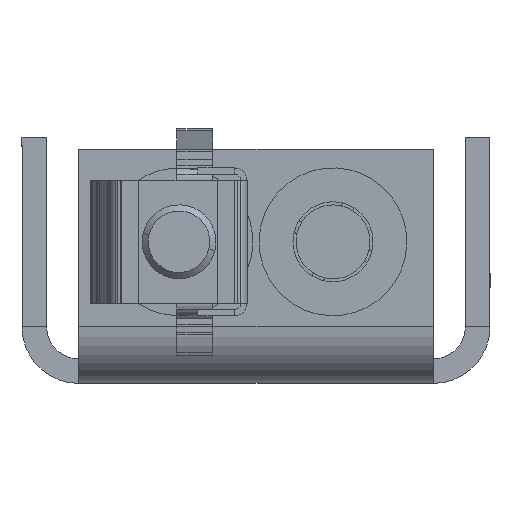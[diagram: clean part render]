
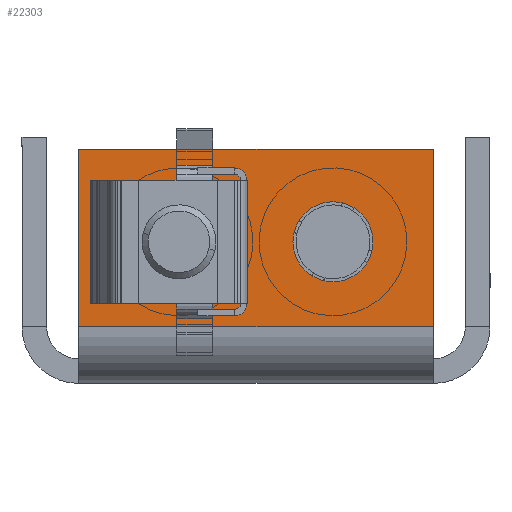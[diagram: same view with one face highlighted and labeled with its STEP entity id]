
A CAD part, left-side view. The second image highlights one B-rep face of the part: STEP entity #22303.
In plain terms, the highlighted planar face has unit normal (-1, 0, 0).
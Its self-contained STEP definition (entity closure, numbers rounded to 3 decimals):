
#561 = FACE_OUTER_BOUND ( 'NONE', #22715, .T. ) ;
#745 = LINE ( 'NONE', #25735, #28066 ) ;
#2311 = CARTESIAN_POINT ( 'NONE',  ( -361.5, 28.8, 2.6 ) ) ;
#3058 = DIRECTION ( 'NONE',  ( 1., 0., 0. ) ) ;
#4005 = DIRECTION ( 'NONE',  ( 0., 0., 1. ) ) ;
#5686 = CARTESIAN_POINT ( 'NONE',  ( -361.5, 20.65, 12.75 ) ) ;
#5712 = VECTOR ( 'NONE', #15717, 1000. ) ;
#5736 = ORIENTED_EDGE ( 'NONE', *, *, #27980, .T. ) ;
#6508 = AXIS2_PLACEMENT_3D ( 'NONE', #24445, #24160, #4005 ) ;
#6599 = ORIENTED_EDGE ( 'NONE', *, *, #16233, .F. ) ;
#6763 = CARTESIAN_POINT ( 'NONE',  ( -361.5, 28.8, 0. ) ) ;
#6910 = VERTEX_POINT ( 'NONE', #5686 ) ;
#6953 = VERTEX_POINT ( 'NONE', #26124 ) ;
#7083 = VERTEX_POINT ( 'NONE', #19668 ) ;
#7295 = VERTEX_POINT ( 'NONE', #15068 ) ;
#7507 = DIRECTION ( 'NONE',  ( 0., -1., 0. ) ) ;
#7612 = CARTESIAN_POINT ( 'NONE',  ( -361.5, 28.8, 0. ) ) ;
#8600 = AXIS2_PLACEMENT_3D ( 'NONE', #17702, #13297, #12851 ) ;
#9058 = AXIS2_PLACEMENT_3D ( 'NONE', #14857, #23235, #23517 ) ;
#9314 = CIRCLE ( 'NONE', #6508, 3.25 ) ;
#10009 = DIRECTION ( 'NONE',  ( 0., 0., -1. ) ) ;
#10564 = VERTEX_POINT ( 'NONE', #17123 ) ;
#11096 = CARTESIAN_POINT ( 'NONE',  ( -361.5, 20.65, 6.25 ) ) ;
#11232 = EDGE_LOOP ( 'NONE', ( #14121, #22415 ) ) ;
#11734 = VECTOR ( 'NONE', #20450, 1000. ) ;
#11821 = ORIENTED_EDGE ( 'NONE', *, *, #27576, .T. ) ;
#11852 = VECTOR ( 'NONE', #11928, 1000. ) ;
#11928 = DIRECTION ( 'NONE',  ( 0., 0., 1. ) ) ;
#12851 = DIRECTION ( 'NONE',  ( 0., 0., -1. ) ) ;
#13021 = VERTEX_POINT ( 'NONE', #17083 ) ;
#13072 = ORIENTED_EDGE ( 'NONE', *, *, #13379, .F. ) ;
#13297 = DIRECTION ( 'NONE',  ( -1., 0., 0. ) ) ;
#13379 = EDGE_CURVE ( 'NONE', #7083, #6953, #22647, .T. ) ;
#13555 = ORIENTED_EDGE ( 'NONE', *, *, #28008, .F. ) ;
#13998 = AXIS2_PLACEMENT_3D ( 'NONE', #7612, #3058, #14249 ) ;
#14121 = ORIENTED_EDGE ( 'NONE', *, *, #15960, .F. ) ;
#14249 = DIRECTION ( 'NONE',  ( 0., 0., -1. ) ) ;
#14857 = CARTESIAN_POINT ( 'NONE',  ( -361.5, 20.65, 9.5 ) ) ;
#15068 = CARTESIAN_POINT ( 'NONE',  ( -361.5, 8.15, 12.75 ) ) ;
#15633 = AXIS2_PLACEMENT_3D ( 'NONE', #28079, #21185, #10009 ) ;
#15717 = DIRECTION ( 'NONE',  ( 0., -1., 0. ) ) ;
#15914 = LINE ( 'NONE', #24882, #11852 ) ;
#15960 = EDGE_CURVE ( 'NONE', #23008, #6910, #23142, .T. ) ;
#16158 = FACE_BOUND ( 'NONE', #25655, .T. ) ;
#16233 = EDGE_CURVE ( 'NONE', #7295, #26990, #25041, .T. ) ;
#17083 = CARTESIAN_POINT ( 'NONE',  ( -361.5, 0., 17. ) ) ;
#17123 = CARTESIAN_POINT ( 'NONE',  ( -361.5, 0., 2.6 ) ) ;
#17702 = CARTESIAN_POINT ( 'NONE',  ( -361.5, 8.15, 9.5 ) ) ;
#19668 = CARTESIAN_POINT ( 'NONE',  ( -361.5, 28.8, 2.6 ) ) ;
#20450 = DIRECTION ( 'NONE',  ( 0., 0., 1. ) ) ;
#20998 = FACE_BOUND ( 'NONE', #11232, .T. ) ;
#21185 = DIRECTION ( 'NONE',  ( -1., 0., 0. ) ) ;
#21241 = CIRCLE ( 'NONE', #15633, 3.25 ) ;
#22227 = CARTESIAN_POINT ( 'NONE',  ( -361.5, 8.15, 6.25 ) ) ;
#22303 = ADVANCED_FACE ( 'NONE', ( #561, #20998, #16158 ), #22911, .F. ) ;
#22372 = ORIENTED_EDGE ( 'NONE', *, *, #23650, .F. ) ;
#22415 = ORIENTED_EDGE ( 'NONE', *, *, #24197, .F. ) ;
#22647 = LINE ( 'NONE', #6763, #11734 ) ;
#22715 = EDGE_LOOP ( 'NONE', ( #5736, #22372, #13072, #11821 ) ) ;
#22911 = PLANE ( 'NONE',  #13998 ) ;
#23008 = VERTEX_POINT ( 'NONE', #11096 ) ;
#23142 = CIRCLE ( 'NONE', #9058, 3.25 ) ;
#23235 = DIRECTION ( 'NONE',  ( -1., 0., 0. ) ) ;
#23517 = DIRECTION ( 'NONE',  ( 0., 0., 1. ) ) ;
#23650 = EDGE_CURVE ( 'NONE', #6953, #13021, #745, .T. ) ;
#24160 = DIRECTION ( 'NONE',  ( -1., 0., 0. ) ) ;
#24197 = EDGE_CURVE ( 'NONE', #6910, #23008, #9314, .T. ) ;
#24445 = CARTESIAN_POINT ( 'NONE',  ( -361.5, 20.65, 9.5 ) ) ;
#24815 = LINE ( 'NONE', #2311, #5712 ) ;
#24882 = CARTESIAN_POINT ( 'NONE',  ( -361.5, 0., 0. ) ) ;
#25041 = CIRCLE ( 'NONE', #8600, 3.25 ) ;
#25655 = EDGE_LOOP ( 'NONE', ( #13555, #6599 ) ) ;
#25735 = CARTESIAN_POINT ( 'NONE',  ( -361.5, 28.8, 17. ) ) ;
#26124 = CARTESIAN_POINT ( 'NONE',  ( -361.5, 28.8, 17. ) ) ;
#26990 = VERTEX_POINT ( 'NONE', #22227 ) ;
#27576 = EDGE_CURVE ( 'NONE', #7083, #10564, #24815, .T. ) ;
#27980 = EDGE_CURVE ( 'NONE', #10564, #13021, #15914, .T. ) ;
#28008 = EDGE_CURVE ( 'NONE', #26990, #7295, #21241, .T. ) ;
#28066 = VECTOR ( 'NONE', #7507, 1000. ) ;
#28079 = CARTESIAN_POINT ( 'NONE',  ( -361.5, 8.15, 9.5 ) ) ;
